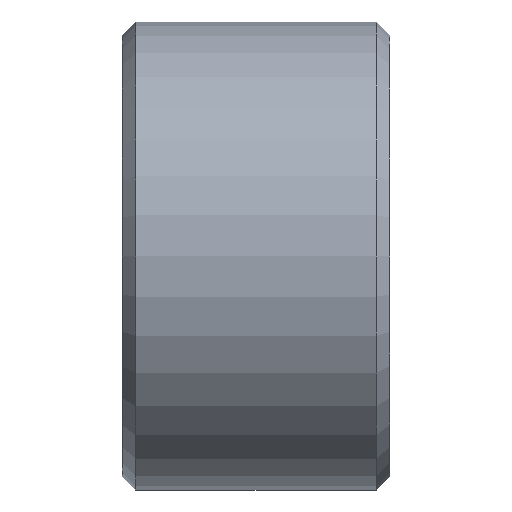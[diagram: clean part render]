
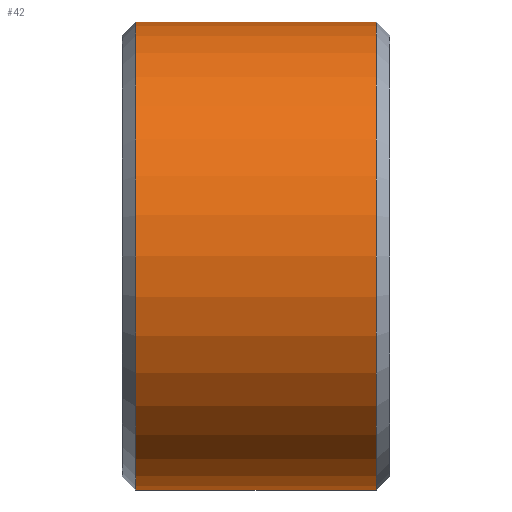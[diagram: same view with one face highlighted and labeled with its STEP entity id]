
A CAD part, front view. The second image highlights one B-rep face of the part: STEP entity #42.
In plain terms, the highlighted cylindrical face has radius 22.225 mm (diameter 44.45 mm), a full revolution.
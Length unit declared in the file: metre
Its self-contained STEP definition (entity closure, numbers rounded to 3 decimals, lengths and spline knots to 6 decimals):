
#42 = ADVANCED_FACE( '', ( #85, #86 ), #87, .T. );
#85 = FACE_OUTER_BOUND( '', #124, .T. );
#86 = FACE_OUTER_BOUND( '', #125, .T. );
#87 = CYLINDRICAL_SURFACE( '', #126, 0.022225 );
#124 = EDGE_LOOP( '', ( #167 ) );
#125 = EDGE_LOOP( '', ( #168 ) );
#126 = AXIS2_PLACEMENT_3D( '', #169, #170, #171 );
#167 = ORIENTED_EDGE( '', *, *, #186, .T. );
#168 = ORIENTED_EDGE( '', *, *, #190, .T. );
#169 = CARTESIAN_POINT( '', ( 0.160833, 0.0762, 0. ) );
#170 = DIRECTION( '', ( 1., 0., 0. ) );
#171 = DIRECTION( '', ( 0., 0., 1. ) );
#186 = EDGE_CURVE( '', #203, #203, #204, .T. );
#190 = EDGE_CURVE( '', #209, #209, #210, .F. );
#203 = VERTEX_POINT( '', #227 );
#204 = CIRCLE( '', #228, 0.022225 );
#209 = VERTEX_POINT( '', #233 );
#210 = CIRCLE( '', #234, 0.022225 );
#227 = CARTESIAN_POINT( '', ( 0.136703, 0.0762, -0.022225 ) );
#228 = AXIS2_PLACEMENT_3D( '', #251, #252, #253 );
#233 = CARTESIAN_POINT( '', ( 0.159563, 0.0762, -0.022225 ) );
#234 = AXIS2_PLACEMENT_3D( '', #257, #258, #259 );
#251 = CARTESIAN_POINT( '', ( 0.136703, 0.0762, 0. ) );
#252 = DIRECTION( '', ( 1., 0., 0. ) );
#253 = DIRECTION( '', ( 0., 0., -1. ) );
#257 = CARTESIAN_POINT( '', ( 0.159563, 0.0762, 0. ) );
#258 = DIRECTION( '', ( 1., 0., 0. ) );
#259 = DIRECTION( '', ( 0., 0., -1. ) );
